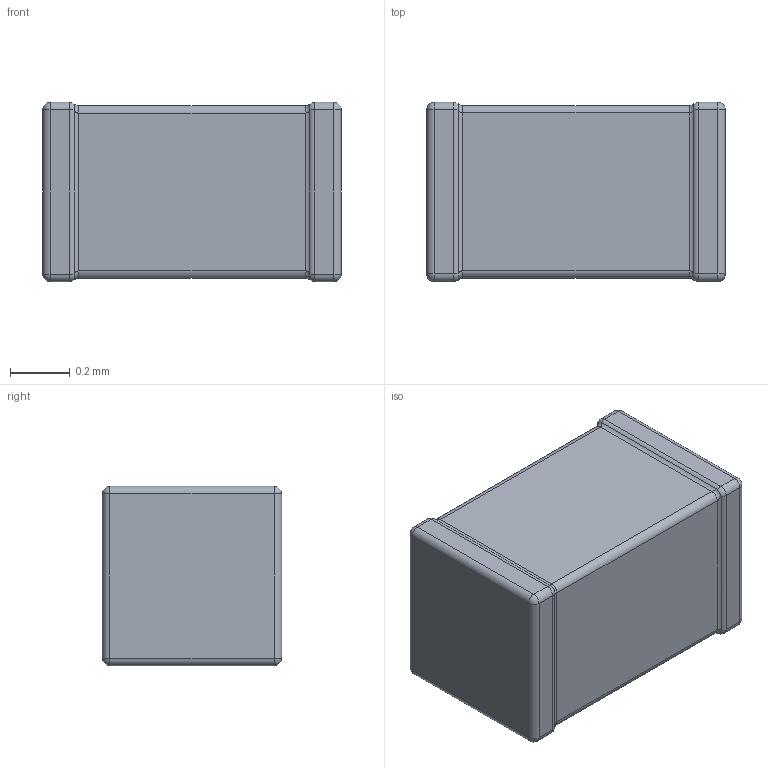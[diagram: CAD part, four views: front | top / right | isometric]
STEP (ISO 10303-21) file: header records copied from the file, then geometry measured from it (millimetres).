
FILE_DESCRIPTION(/* description */ (''),/* implementation_level */ '2;1');
FILE_NAME(/* name */ 'INDUC 0402.step',/* time_stamp */ '2019-12-01T15:12:06+00:00',/* author */ (''),/* organization */ (''),/* preprocessor_version */ 'ST-DEVELOPER v18',/* originating_system */ 'Autodesk Translation Framework v8.12.0.6',/* authorisation */ '');
FILE_SCHEMA (('AUTOMOTIVE_DESIGN { 1 0 10303 214 3 1 1 }'));
Length unit declared in the file: millimetre
Products named in the file (1): INDUC 0402
Bounding box: 1 x 0.6 x 0.6 mm (x, y, z)
Volume: 0.3 mm3; surface area: 3 mm2
Topology: 1 solids, 1 shells, 74 faces, 144 edges, 72 vertices
Faces by surface type: cylinder 36, sphere 16, plane 14, bspline 8
Entity records: 2015 total; most frequent: CARTESIAN_POINT 443, DIRECTION 358, ORIENTED_EDGE 288, AXIS2_PLACEMENT_3D 147, EDGE_CURVE 144, FACE_OUTER_BOUND 74, EDGE_LOOP 74, ADVANCED_FACE 74
